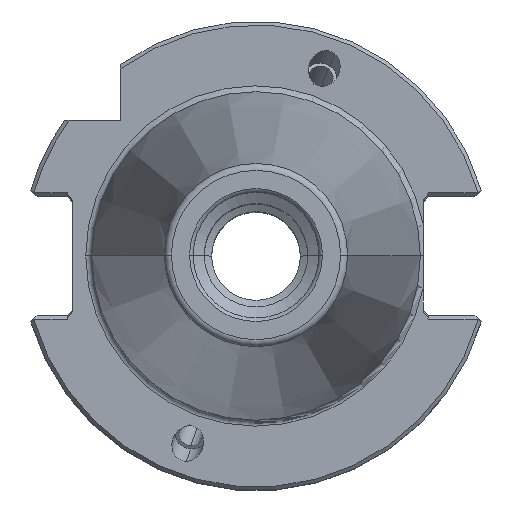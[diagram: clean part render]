
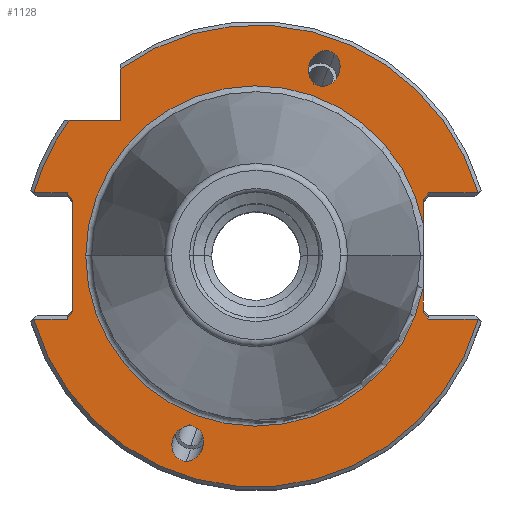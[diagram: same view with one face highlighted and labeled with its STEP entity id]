
A CAD part, top view. The second image highlights one B-rep face of the part: STEP entity #1128.
In plain terms, the highlighted planar face has unit normal (0, 0, 1).
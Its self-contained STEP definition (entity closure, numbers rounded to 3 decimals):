
#1128=ADVANCED_FACE('NONE',(#3171,#3172,#3173),#3174,.T.);
#1250=VERTEX_POINT('NONE',#3314);
#1258=VERTEX_POINT('NONE',#3322);
#1324=VERTEX_POINT('NONE',#3394);
#1350=EDGE_CURVE('NONE',#2682,#2640,#3424,.F.);
#1426=VERTEX_POINT('NONE',#3506);
#1436=VERTEX_POINT('NONE',#3517);
#1450=VERTEX_POINT('NONE',#3533);
#1544=VERTEX_POINT('NONE',#3635);
#1554=VERTEX_POINT('NONE',#3646);
#1580=EDGE_CURVE('NONE',#2314,#1450,#3675,.T.);
#1630=EDGE_CURVE('NONE',#1450,#1250,#3730,.F.);
#1650=EDGE_CURVE('NONE',#1938,#2314,#3753,.F.);
#1830=EDGE_CURVE('NONE',#1436,#2114,#3953,.T.);
#1840=EDGE_CURVE('NONE',#2022,#1324,#3964,.F.);
#1850=EDGE_CURVE('NONE',#2428,#2754,#3975,.T.);
#1898=VERTEX_POINT('NONE',#4031);
#1900=EDGE_CURVE('NONE',#1898,#2836,#4033,.F.);
#1938=VERTEX_POINT('NONE',#4073);
#2002=EDGE_CURVE('NONE',#2428,#2952,#4142,.T.);
#2022=VERTEX_POINT('NONE',#4163);
#2114=VERTEX_POINT('NONE',#4267);
#2274=EDGE_CURVE('NONE',#2872,#1544,#4446,.T.);
#2290=EDGE_CURVE('NONE',#1544,#2754,#4463,.T.);
#2314=VERTEX_POINT('NONE',#4490);
#2336=VERTEX_POINT('NONE',#4515);
#2364=EDGE_CURVE('NONE',#1898,#2952,#4544,.F.);
#2386=VERTEX_POINT('NONE',#4569);
#2428=VERTEX_POINT('NONE',#4618);
#2594=EDGE_CURVE('NONE',#1250,#2872,#4801,.T.);
#2606=EDGE_CURVE('NONE',#2386,#2640,#4813,.F.);
#2634=EDGE_CURVE('NONE',#2386,#1258,#4846,.F.);
#2640=VERTEX_POINT('NONE',#4852);
#2682=VERTEX_POINT('NONE',#4899);
#2690=EDGE_CURVE('NONE',#2336,#1554,#4908,.F.);
#2748=EDGE_CURVE('NONE',#2336,#1258,#4972,.T.);
#2754=VERTEX_POINT('NONE',#4978);
#2772=EDGE_CURVE('NONE',#1426,#1938,#4999,.F.);
#2836=VERTEX_POINT('NONE',#5063);
#2872=VERTEX_POINT('NONE',#5103);
#2888=EDGE_CURVE('NONE',#1426,#2682,#5122,.F.);
#2924=EDGE_CURVE('NONE',#2836,#1554,#5162,.F.);
#2948=EDGE_CURVE('NONE',#2114,#1436,#5189,.F.);
#2952=VERTEX_POINT('NONE',#5193);
#3038=EDGE_CURVE('NONE',#1324,#2022,#5289,.T.);
#3171=FACE_OUTER_BOUND('',#5519,.T.);
#3172=FACE_BOUND('',#5520,.T.);
#3173=FACE_BOUND('',#5521,.T.);
#3174=PLANE('',#5522);
#3314=CARTESIAN_POINT('',(-24.8,-7.489,-3.2));
#3322=CARTESIAN_POINT('',(23.35,8.55,-3.2));
#3394=CARTESIAN_POINT('',(7.847,23.388,-3.2));
#3424=LINE('',#5939,#5940);
#3506=CARTESIAN_POINT('',(-25.295,18.35,-3.2));
#3517=CARTESIAN_POINT('',(-9.022,-22.96,-3.2));
#3533=CARTESIAN_POINT('',(-24.8,7.489,-3.2));
#3635=CARTESIAN_POINT('',(-30.058,-8.55,-3.2));
#3646=CARTESIAN_POINT('',(22.6,4.403,-3.2));
#3675=LINE('',#6493,#6494);
#3730=LINE('',#6597,#6598);
#3753=LINE('',#6632,#6633);
#3953=ELLIPSE('',#6990,2.45,2.1);
#3964=ELLIPSE('',#7037,2.45,2.1);
#3975=LINE('',#7052,#7053);
#4031=CARTESIAN_POINT('',(22.6,-4.403,-3.2));
#4033=CIRCLE('',#7127,23.025);
#4073=CARTESIAN_POINT('',(-30.058,8.55,-3.2));
#4142=LINE('',#7330,#7331);
#4163=CARTESIAN_POINT('',(10.622,27.355,-3.2));
#4267=CARTESIAN_POINT('',(-9.447,-27.783,-3.2));
#4446=LINE('',#8198,#8199);
#4463=CIRCLE('',#8227,31.25);
#4490=CARTESIAN_POINT('',(-25.55,8.55,-3.2));
#4515=CARTESIAN_POINT('',(22.6,7.489,-3.2));
#4544=LINE('',#8369,#8370);
#4569=CARTESIAN_POINT('',(30.058,8.55,-3.2));
#4618=CARTESIAN_POINT('',(23.35,-8.55,-3.2));
#4801=LINE('',#8799,#8800);
#4813=CIRCLE('',#8838,31.25);
#4846=LINE('',#8882,#8883);
#4852=CARTESIAN_POINT('',(-18.35,25.295,-3.2));
#4899=CARTESIAN_POINT('',(-18.35,18.35,-3.2));
#4908=LINE('',#9053,#9054);
#4972=LINE('',#9144,#9145);
#4978=CARTESIAN_POINT('',(30.058,-8.55,-3.2));
#4999=CIRCLE('',#9180,31.25);
#5063=CARTESIAN_POINT('',(-23.025,0.,-3.2));
#5103=CARTESIAN_POINT('',(-25.55,-8.55,-3.2));
#5122=LINE('',#9447,#9448);
#5162=CIRCLE('',#9525,23.025);
#5189=ELLIPSE('',#9560,2.45,2.1);
#5193=CARTESIAN_POINT('',(22.6,-7.489,-3.2));
#5289=ELLIPSE('',#9822,2.45,2.1);
#5519=EDGE_LOOP('',(#10015,#10016,#10017,#10018,#10019,#10020,#10021,#10022,#10023,#10024,#10025,#10026,#10027,#10028,#10029,#10030,#10031,#10032));
#5520=EDGE_LOOP('',(#10033,#10034));
#5521=EDGE_LOOP('',(#10035,#10036));
#5522=AXIS2_PLACEMENT_3D('',#10037,#10038,#10039);
#5939=CARTESIAN_POINT('',(-18.35,-16.938,-3.2));
#5940=VECTOR('',#10322,1.0);
#6493=CARTESIAN_POINT('',(-3.771,-22.251,-3.2));
#6494=VECTOR('',#10581,1.0);
#6597=CARTESIAN_POINT('',(-24.8,-26.113,-3.2));
#6598=VECTOR('',#10648,1.0);
#6632=CARTESIAN_POINT('',(-30.6,8.55,-3.2));
#6633=VECTOR('',#10683,1.0);
#6990=AXIS2_PLACEMENT_3D('',#10920,#10921,#10922);
#7037=AXIS2_PLACEMENT_3D('',#10931,#10932,#10933);
#7052=CARTESIAN_POINT('',(62.4,-8.55,-3.2));
#7053=VECTOR('',#10945,1.0);
#7127=AXIS2_PLACEMENT_3D('',#11018,#11019,#11020);
#7330=CARTESIAN_POINT('',(29.635,-17.438,-3.2));
#7331=VECTOR('',#11119,1.);
#8198=CARTESIAN_POINT('',(-30.6,-8.55,-3.2));
#8199=VECTOR('',#11456,1.0);
#8227=AXIS2_PLACEMENT_3D('',#11476,#11477,#11478);
#8369=CARTESIAN_POINT('',(22.6,-26.113,-3.2));
#8370=VECTOR('',#11577,1.0);
#8799=CARTESIAN_POINT('',(-28.39,-12.566,-3.2));
#8800=VECTOR('',#11898,1.0);
#8838=AXIS2_PLACEMENT_3D('',#11903,#11904,#11905);
#8882=CARTESIAN_POINT('',(62.4,8.55,-3.2));
#8883=VECTOR('',#11953,1.0);
#9053=CARTESIAN_POINT('',(22.6,-26.113,-3.2));
#9054=VECTOR('',#12014,1.0);
#9144=CARTESIAN_POINT('',(5.016,-17.379,-3.2));
#9145=VECTOR('',#12097,1.0);
#9180=AXIS2_PLACEMENT_3D('',#12129,#12130,#12131);
#9447=CARTESIAN_POINT('',(-19.175,18.35,-3.2));
#9448=VECTOR('',#12222,1.0);
#9525=AXIS2_PLACEMENT_3D('',#12263,#12264,#12265);
#9560=AXIS2_PLACEMENT_3D('',#12301,#12302,#12303);
#9822=AXIS2_PLACEMENT_3D('',#12404,#12405,#12406);
#10015=ORIENTED_EDGE('',*,*,#2274,.T.);
#10016=ORIENTED_EDGE('',*,*,#2290,.T.);
#10017=ORIENTED_EDGE('',*,*,#1850,.F.);
#10018=ORIENTED_EDGE('',*,*,#2002,.T.);
#10019=ORIENTED_EDGE('',*,*,#2364,.F.);
#10020=ORIENTED_EDGE('',*,*,#1900,.T.);
#10021=ORIENTED_EDGE('',*,*,#2924,.T.);
#10022=ORIENTED_EDGE('',*,*,#2690,.F.);
#10023=ORIENTED_EDGE('',*,*,#2748,.T.);
#10024=ORIENTED_EDGE('',*,*,#2634,.F.);
#10025=ORIENTED_EDGE('',*,*,#2606,.T.);
#10026=ORIENTED_EDGE('',*,*,#1350,.F.);
#10027=ORIENTED_EDGE('',*,*,#2888,.F.);
#10028=ORIENTED_EDGE('',*,*,#2772,.T.);
#10029=ORIENTED_EDGE('',*,*,#1650,.T.);
#10030=ORIENTED_EDGE('',*,*,#1580,.T.);
#10031=ORIENTED_EDGE('',*,*,#1630,.T.);
#10032=ORIENTED_EDGE('',*,*,#2594,.T.);
#10033=ORIENTED_EDGE('',*,*,#3038,.F.);
#10034=ORIENTED_EDGE('',*,*,#1840,.F.);
#10035=ORIENTED_EDGE('',*,*,#1830,.F.);
#10036=ORIENTED_EDGE('',*,*,#2948,.F.);
#10037=CARTESIAN_POINT('',(0.,-52.225,-3.2));
#10038=DIRECTION('',(0.0,0.0,1.0));
#10039=DIRECTION('',(-1.0,0.,0.0));
#10322=DIRECTION('',(0.,-1.0,-0.0));
#10581=DIRECTION('',(0.577,-0.816,-0.0));
#10648=DIRECTION('',(0.,1.0,0.0));
#10683=DIRECTION('',(-1.0,0.,0.0));
#10920=CARTESIAN_POINT('',(-9.235,-25.372,-3.2));
#10921=DIRECTION('',(-0.0,0.0,1.0));
#10922=DIRECTION('',(0.342,0.94,0.0));
#10931=CARTESIAN_POINT('',(9.235,25.372,-3.2));
#10932=DIRECTION('',(-0.0,0.0,-1.0));
#10933=DIRECTION('',(-0.342,-0.94,0.0));
#10945=DIRECTION('',(1.0,0.,-0.0));
#11018=CARTESIAN_POINT('',(0.0,0.0,-3.2));
#11019=DIRECTION('',(-0.0,0.0,1.0));
#11020=DIRECTION('',(0.0,1.0,0.0));
#11119=DIRECTION('',(-0.577,0.816,0.0));
#11456=DIRECTION('',(-1.0,0.,0.0));
#11476=CARTESIAN_POINT('',(0.0,0.0,-3.2));
#11477=DIRECTION('',(-0.0,0.0,1.0));
#11478=DIRECTION('',(1.0,0.,0.0));
#11577=DIRECTION('',(0.,1.0,0.0));
#11898=DIRECTION('',(-0.577,-0.816,0.0));
#11903=CARTESIAN_POINT('',(0.0,0.0,-3.2));
#11904=DIRECTION('',(0.0,0.0,-1.0));
#11905=DIRECTION('',(1.0,0.,0.0));
#11953=DIRECTION('',(1.0,0.,-0.0));
#12014=DIRECTION('',(0.,1.0,0.0));
#12097=DIRECTION('',(0.577,0.816,0.0));
#12129=CARTESIAN_POINT('',(0.0,0.0,-3.2));
#12130=DIRECTION('',(0.0,0.0,-1.0));
#12131=DIRECTION('',(1.0,0.,0.0));
#12222=DIRECTION('',(-1.0,0.,0.0));
#12263=CARTESIAN_POINT('',(0.0,0.0,-3.2));
#12264=DIRECTION('',(-0.0,0.0,1.0));
#12265=DIRECTION('',(0.0,1.0,0.0));
#12301=CARTESIAN_POINT('',(-9.235,-25.372,-3.2));
#12302=DIRECTION('',(0.0,0.0,-1.0));
#12303=DIRECTION('',(0.342,0.94,0.0));
#12404=CARTESIAN_POINT('',(9.235,25.372,-3.2));
#12405=DIRECTION('',(0.0,0.0,1.0));
#12406=DIRECTION('',(-0.342,-0.94,0.0));
